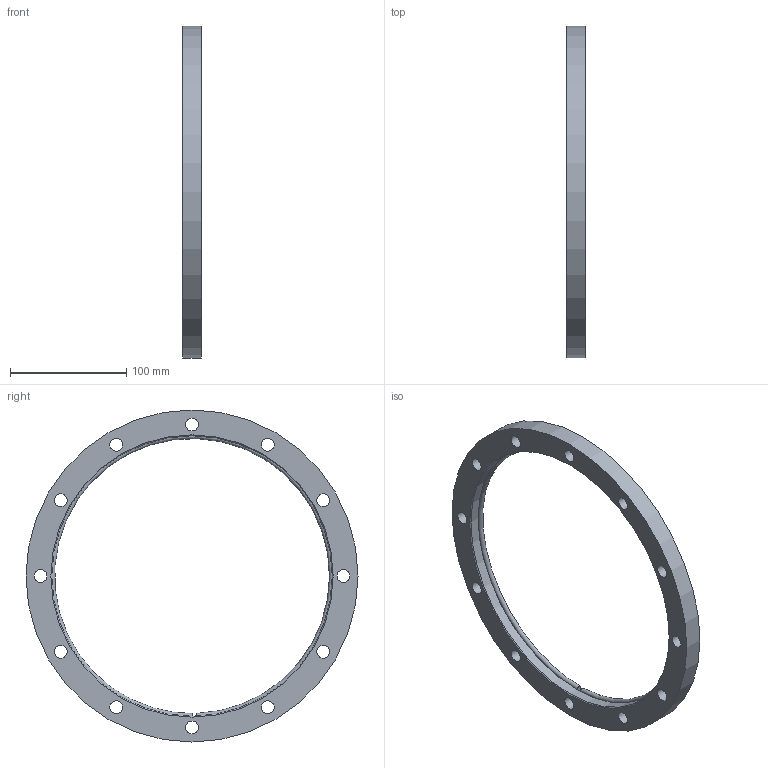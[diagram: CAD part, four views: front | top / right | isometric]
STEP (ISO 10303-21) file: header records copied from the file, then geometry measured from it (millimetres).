
FILE_DESCRIPTION (( 'STEP AP214' ), '1' );
FILE_NAME ('C1ISO200FULLVAC.STEP', '2025-10-29T15:16:05', ( '' ), ( '' ), 'SwSTEP 2.0', 'SolidWorks 2017', '' );
FILE_SCHEMA (( 'AUTOMOTIVE_DESIGN' ));
Length unit declared in the file: millimetre
Products named in the file (1): C1ISO200FULLVAC
Bounding box: 16 x 285 x 285 mm (x, y, z)
Volume: 274439.7 mm3; surface area: 76587.5 mm2
Topology: 2 solids, 2 shells, 24 faces, 55 edges, 36 vertices
Faces by surface type: cylinder 15, plane 5, torus 2, cone 2
Full cylindrical faces by diameter (mm): 11 x12, 240.7 x1, 245.7 x1, 285 x1
Entity records: 722 total; most frequent: DIRECTION 120, CARTESIAN_POINT 95, EDGE_LOOP 70, ORIENTED_EDGE 70, AXIS2_PLACEMENT_3D 60, FACE_OUTER_BOUND 41, CIRCLE 35, EDGE_CURVE 35
